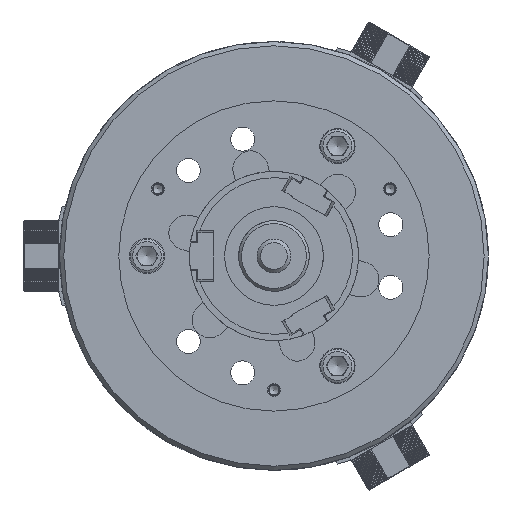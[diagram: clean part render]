
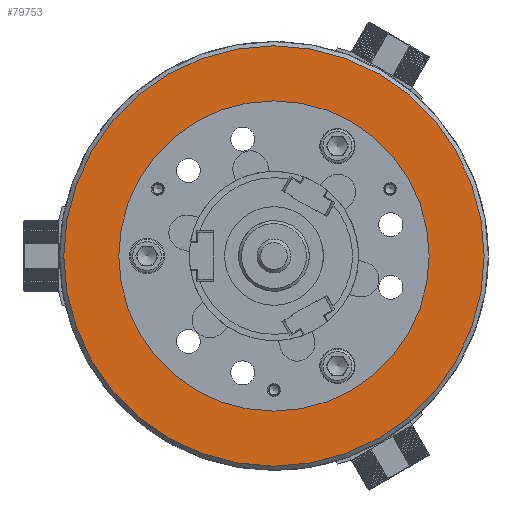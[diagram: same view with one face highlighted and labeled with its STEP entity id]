
A CAD part, left-side view. The second image highlights one B-rep face of the part: STEP entity #79753.
In plain terms, the highlighted planar face has unit normal (-1, 0, 0).
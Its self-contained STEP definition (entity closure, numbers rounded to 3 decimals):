
#22349=PLANE('',#83756);
#44485=ORIENTED_EDGE('',*,*,#55202,.F.);
#44486=ORIENTED_EDGE('',*,*,#55203,.T.);
#55202=EDGE_CURVE('',#64894,#64894,#65533,.T.);
#55203=EDGE_CURVE('',#64895,#64895,#65534,.T.);
#64894=VERTEX_POINT('',#124466);
#64895=VERTEX_POINT('',#124468);
#65533=CIRCLE('',#83757,149.);
#65534=CIRCLE('',#83758,110.);
#69251=EDGE_LOOP('',(#44485));
#69252=EDGE_LOOP('',(#44486));
#75932=FACE_BOUND('',#69251,.T.);
#75933=FACE_BOUND('',#69252,.T.);
#79753=ADVANCED_FACE('',(#75932,#75933),#22349,.T.);
#83756=AXIS2_PLACEMENT_3D('',#124464,#100960,#100961);
#83757=AXIS2_PLACEMENT_3D('',#124465,#100962,#100963);
#83758=AXIS2_PLACEMENT_3D('',#124467,#100964,#100965);
#100960=DIRECTION('',(-1.,0.,0.));
#100961=DIRECTION('',(0.,0.,1.));
#100962=DIRECTION('',(1.,0.,0.));
#100963=DIRECTION('',(0.,0.,-1.));
#100964=DIRECTION('',(1.,0.,0.));
#100965=DIRECTION('',(0.,0.,-1.));
#124464=CARTESIAN_POINT('',(-106.,55.,-95.263));
#124465=CARTESIAN_POINT('',(-106.,0.,0.));
#124466=CARTESIAN_POINT('',(-106.,0.,-149.));
#124467=CARTESIAN_POINT('',(-106.,0.,0.));
#124468=CARTESIAN_POINT('',(-106.,0.,-110.));
